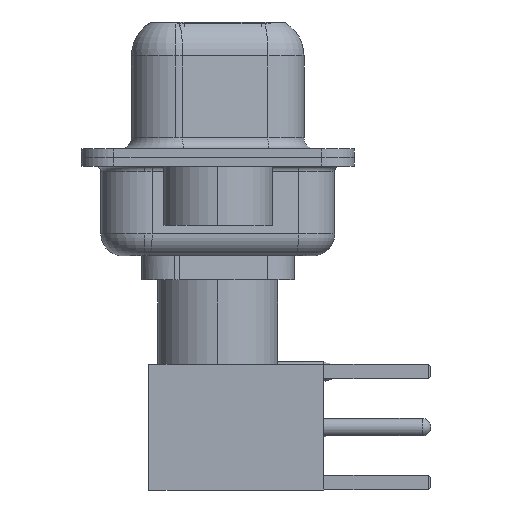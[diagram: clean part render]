
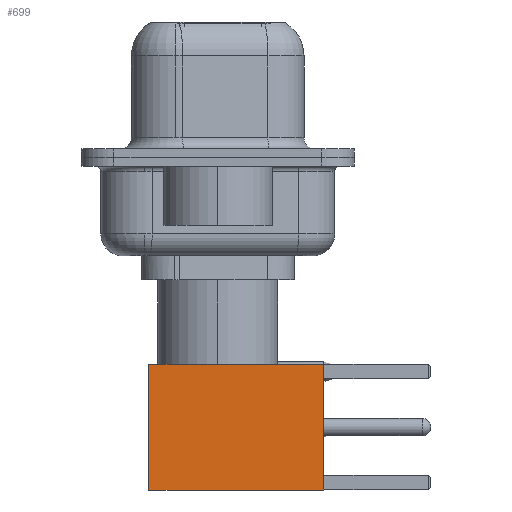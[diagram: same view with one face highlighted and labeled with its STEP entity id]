
A CAD part, left-side view. The second image highlights one B-rep face of the part: STEP entity #699.
In plain terms, the highlighted face is planar.
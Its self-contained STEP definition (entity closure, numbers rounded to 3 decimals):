
#616 = DIRECTION ( 'NONE',  ( 0., 0., -1. ) ) ;
#699 = ADVANCED_FACE ( 'NONE', ( #14900 ), #21890, .T. ) ;
#1753 = CARTESIAN_POINT ( 'NONE',  ( 2.875, 2.875, 0. ) ) ;
#2493 = CARTESIAN_POINT ( 'NONE',  ( -2.875, 2.875, 8. ) ) ;
#2927 = EDGE_LOOP ( 'NONE', ( #3581, #9587, #13044, #4900 ) ) ;
#3102 = EDGE_CURVE ( 'NONE', #15572, #16651, #6161, .T. ) ;
#3581 = ORIENTED_EDGE ( 'NONE', *, *, #3102, .T. ) ;
#4417 = DIRECTION ( 'NONE',  ( 0., 0., 1. ) ) ;
#4507 = DIRECTION ( 'NONE',  ( -1., 0., 0. ) ) ;
#4900 = ORIENTED_EDGE ( 'NONE', *, *, #7460, .F. ) ;
#6116 = DIRECTION ( 'NONE',  ( 0., 0., -1. ) ) ;
#6161 = LINE ( 'NONE', #16718, #20825 ) ;
#6167 = DIRECTION ( 'NONE',  ( 0., 1., 0. ) ) ;
#7460 = EDGE_CURVE ( 'NONE', #15572, #11329, #9128, .T. ) ;
#8015 = EDGE_CURVE ( 'NONE', #11329, #12687, #11876, .T. ) ;
#9128 = LINE ( 'NONE', #16135, #10723 ) ;
#9189 = EDGE_CURVE ( 'NONE', #16651, #12687, #13509, .T. ) ;
#9407 = AXIS2_PLACEMENT_3D ( 'NONE', #13200, #6167, #4417 ) ;
#9587 = ORIENTED_EDGE ( 'NONE', *, *, #9189, .T. ) ;
#9657 = VECTOR ( 'NONE', #6116, 1000. ) ;
#10452 = VECTOR ( 'NONE', #4507, 1000. ) ;
#10723 = VECTOR ( 'NONE', #20153, 1000. ) ;
#11329 = VERTEX_POINT ( 'NONE', #2493 ) ;
#11876 = LINE ( 'NONE', #21841, #9657 ) ;
#12687 = VERTEX_POINT ( 'NONE', #18427 ) ;
#13044 = ORIENTED_EDGE ( 'NONE', *, *, #8015, .F. ) ;
#13200 = CARTESIAN_POINT ( 'NONE',  ( 2.875, 2.875, 0. ) ) ;
#13509 = LINE ( 'NONE', #20486, #10452 ) ;
#14900 = FACE_OUTER_BOUND ( 'NONE', #2927, .T. ) ;
#14930 = CARTESIAN_POINT ( 'NONE',  ( 2.875, 2.875, 8. ) ) ;
#15572 = VERTEX_POINT ( 'NONE', #14930 ) ;
#16135 = CARTESIAN_POINT ( 'NONE',  ( 0., 2.875, 8. ) ) ;
#16651 = VERTEX_POINT ( 'NONE', #1753 ) ;
#16718 = CARTESIAN_POINT ( 'NONE',  ( 2.875, 2.875, 0. ) ) ;
#18427 = CARTESIAN_POINT ( 'NONE',  ( -2.875, 2.875, 0. ) ) ;
#20153 = DIRECTION ( 'NONE',  ( -1., 0., 0. ) ) ;
#20486 = CARTESIAN_POINT ( 'NONE',  ( 0., 2.875, 0. ) ) ;
#20825 = VECTOR ( 'NONE', #616, 1000. ) ;
#21841 = CARTESIAN_POINT ( 'NONE',  ( -2.875, 2.875, 0. ) ) ;
#21890 = PLANE ( 'NONE',  #9407 ) ;
